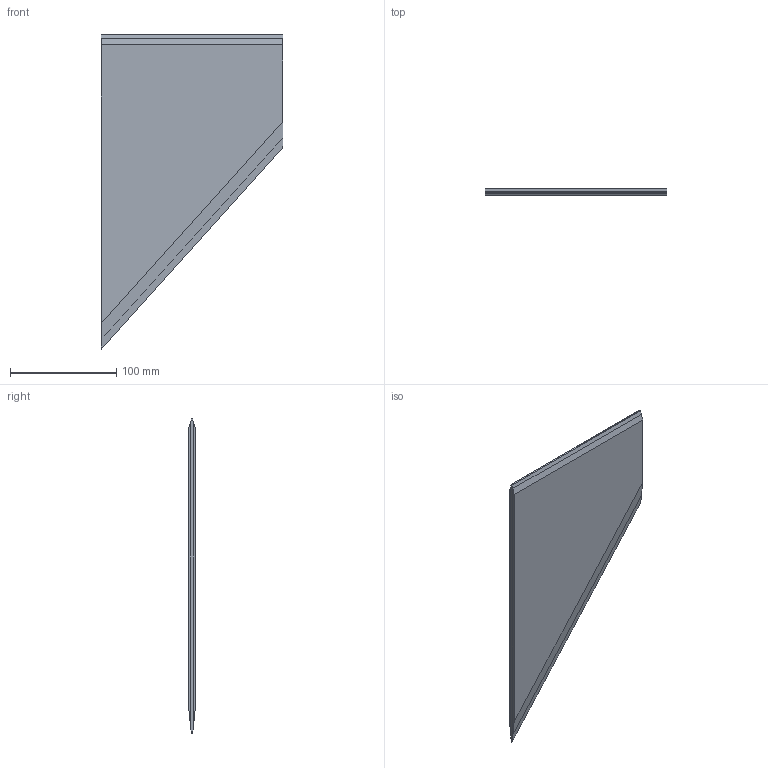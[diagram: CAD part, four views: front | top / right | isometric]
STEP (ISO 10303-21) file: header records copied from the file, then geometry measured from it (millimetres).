
FILE_DESCRIPTION (( 'STEP AP203' ), '1' );
FILE_NAME ('justFin.STEP', '2025-02-23T18:15:43', ( '' ), ( '' ), 'SwSTEP 2.0', 'SolidWorks 2024', '' );
FILE_SCHEMA (( 'CONFIG_CONTROL_DESIGN' ));
Length unit declared in the file: inch
Products named in the file (1): justFin
Bounding box: 171.45 x 6.38 x 297.54 mm (x, y, z)
Volume: 205249.6 mm3; surface area: 201603.2 mm2
Topology: 3 solids, 3 shells, 23 faces, 51 edges, 34 vertices
Faces by surface type: plane 20, cylinder 2, bspline 1
Entity records: 721 total; most frequent: CARTESIAN_POINT 134, ORIENTED_EDGE 102, DIRECTION 99, EDGE_CURVE 51, VECTOR 45, LINE 45, VERTEX_POINT 34, AXIS2_PLACEMENT_3D 27
